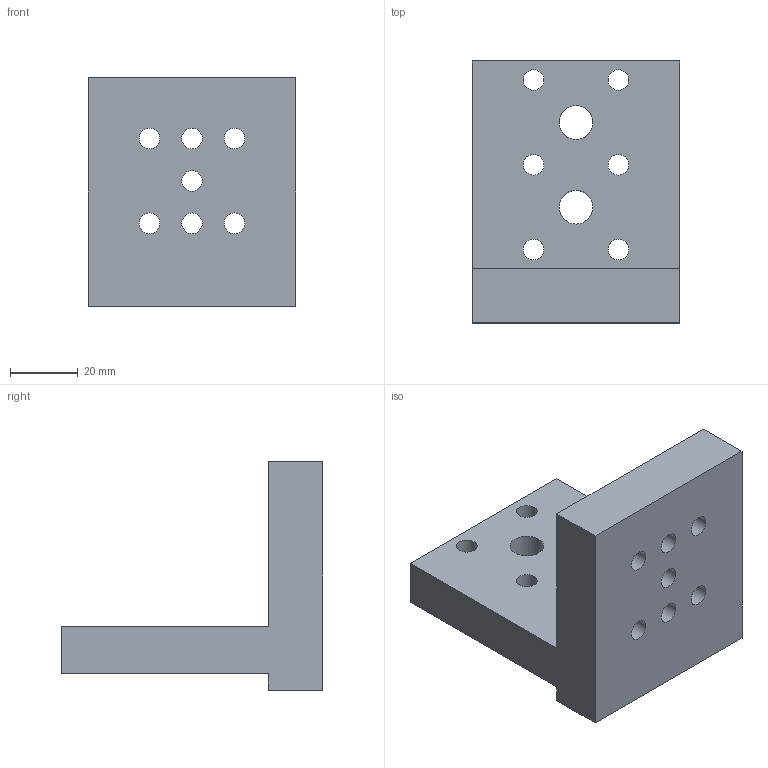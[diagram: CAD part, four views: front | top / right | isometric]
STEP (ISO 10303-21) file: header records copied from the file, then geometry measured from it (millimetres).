
FILE_DESCRIPTION(/* description */ (''),/* implementation_level */ '2;1');
FILE_NAME(/* name */ 'linkMT1_M.stp',/* time_stamp */ '2022-08-09T18:24:20+01:00',/* author */ ('ferrerx'),/* organization */ (''),/* preprocessor_version */ 'ST-DEVELOPER v18',/* originating_system */ 'Autodesk Inventor 2020',/* authorisation */ '');
FILE_SCHEMA (('AUTOMOTIVE_DESIGN { 1 0 10303 214 3 1 1 }'));
Length unit declared in the file: millimetre
Products named in the file (1): linkMT1_M
Bounding box: 61.2 x 77.2 x 67.48 mm (x, y, z)
Volume: 109949.6 mm3; surface area: 25309.1 mm2
Topology: 1 solids, 1 shells, 29 faces, 109 edges, 84 vertices
Faces by surface type: cylinder 17, plane 12
Full cylindrical faces by diameter (mm): 6.1 x13, 9.95 x2, 10.5 x2
Entity records: 1344 total; most frequent: DIRECTION 237, CARTESIAN_POINT 223, ORIENTED_EDGE 218, EDGE_CURVE 109, AXIS2_PLACEMENT_3D 98, VERTEX_POINT 84, CIRCLE 68, EDGE_LOOP 61
